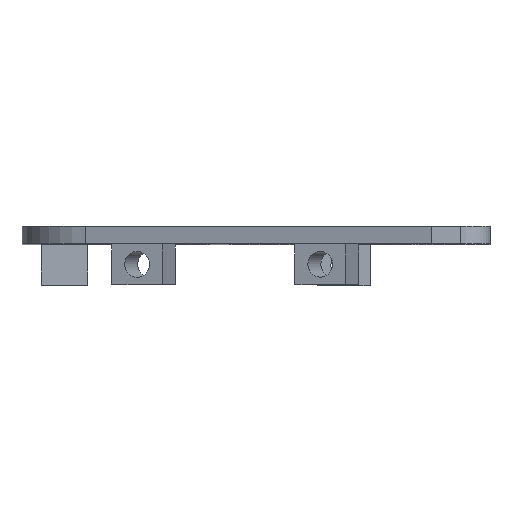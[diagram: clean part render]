
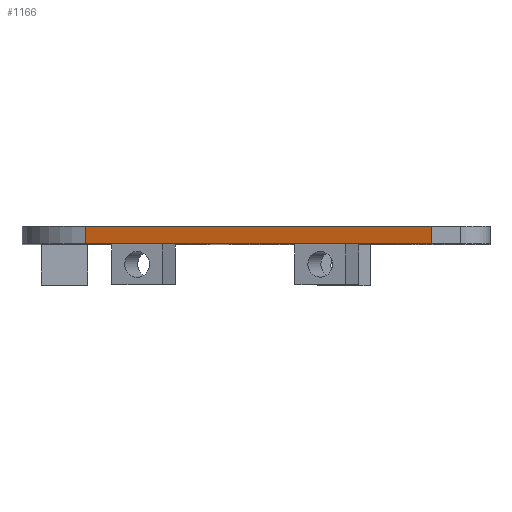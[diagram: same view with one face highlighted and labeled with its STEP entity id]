
A CAD part, top view. The second image highlights one B-rep face of the part: STEP entity #1166.
In plain terms, the highlighted planar face has unit normal (-0.278, 0, 0.961).
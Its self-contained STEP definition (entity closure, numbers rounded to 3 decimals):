
#74=PLANE('',#1311);
#137=FACE_OUTER_BOUND('',#214,.T.);
#214=EDGE_LOOP('',(#1060,#1061,#1062,#1063));
#253=LINE('',#1818,#346);
#318=LINE('',#1988,#411);
#319=LINE('',#1991,#412);
#320=LINE('',#1992,#413);
#346=VECTOR('',#1485,10.);
#411=VECTOR('',#1648,10.);
#412=VECTOR('',#1651,10.);
#413=VECTOR('',#1652,10.);
#541=VERTEX_POINT('',#1815);
#542=VERTEX_POINT('',#1817);
#598=VERTEX_POINT('',#1986);
#599=VERTEX_POINT('',#1990);
#676=EDGE_CURVE('',#542,#541,#253,.T.);
#760=EDGE_CURVE('',#541,#598,#318,.T.);
#761=EDGE_CURVE('',#599,#598,#319,.T.);
#762=EDGE_CURVE('',#542,#599,#320,.T.);
#1060=ORIENTED_EDGE('',*,*,#676,.T.);
#1061=ORIENTED_EDGE('',*,*,#760,.T.);
#1062=ORIENTED_EDGE('',*,*,#761,.F.);
#1063=ORIENTED_EDGE('',*,*,#762,.F.);
#1166=ADVANCED_FACE('',(#137),#74,.T.);
#1311=AXIS2_PLACEMENT_3D('',#1989,#1649,#1650);
#1485=DIRECTION('',(0.961,0.,0.278));
#1648=DIRECTION('',(0.,1.,0.));
#1649=DIRECTION('center_axis',(-0.278,0.,0.961));
#1650=DIRECTION('ref_axis',(0.961,0.,0.278));
#1651=DIRECTION('',(0.961,0.,0.278));
#1652=DIRECTION('',(0.,1.,0.));
#1815=CARTESIAN_POINT('',(-21.221,0.,26.272));
#1817=CARTESIAN_POINT('',(-80.389,0.,9.158));
#1818=CARTESIAN_POINT('',(-80.389,0.,9.158));
#1986=CARTESIAN_POINT('',(-21.221,3.,26.272));
#1988=CARTESIAN_POINT('',(-21.221,0.,26.272));
#1989=CARTESIAN_POINT('Origin',(-80.389,0.,9.158));
#1990=CARTESIAN_POINT('',(-80.389,3.,9.158));
#1991=CARTESIAN_POINT('',(-80.389,3.,9.158));
#1992=CARTESIAN_POINT('',(-80.389,0.,9.158));
